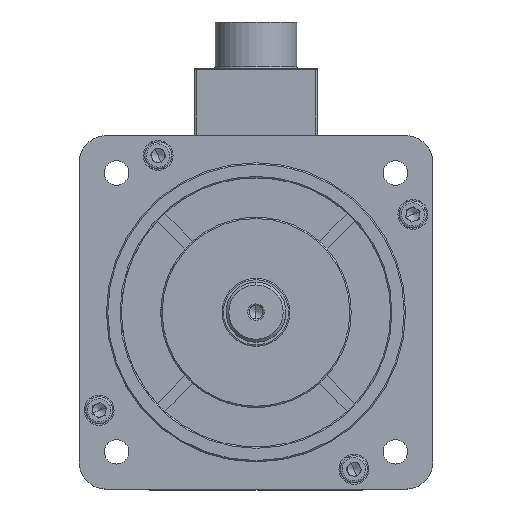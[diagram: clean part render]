
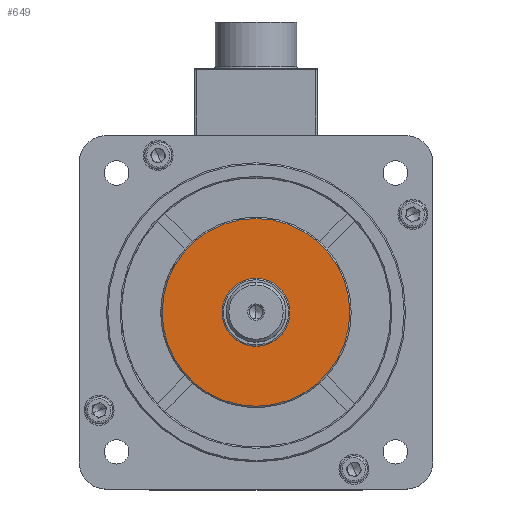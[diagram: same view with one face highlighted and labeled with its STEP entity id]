
A CAD part, top view. The second image highlights one B-rep face of the part: STEP entity #649.
In plain terms, the highlighted planar face has unit normal (0, 0, 1).
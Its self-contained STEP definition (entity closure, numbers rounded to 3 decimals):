
#649 = ADVANCED_FACE ( 'NONE', ( #24192 ), #35190, .T. ) ;
#1335 = CARTESIAN_POINT ( 'NONE',  ( 201.359, 86.541, 103.207 ) ) ;
#2147 = CARTESIAN_POINT ( 'NONE',  ( 235.859, 86.541, 103.207 ) ) ;
#2465 = VERTEX_POINT ( 'NONE', #11371 ) ;
#2673 = DIRECTION ( 'NONE',  ( 0., 0., 1. ) ) ;
#8170 = EDGE_LOOP ( 'NONE', ( #13722, #35210 ) ) ;
#8483 = CIRCLE ( 'NONE', #26378, 34.5 ) ;
#8861 = EDGE_CURVE ( 'NONE', #34213, #2465, #18903, .T. ) ;
#11371 = CARTESIAN_POINT ( 'NONE',  ( 166.859, 86.541, 103.207 ) ) ;
#12363 = DIRECTION ( 'NONE',  ( 0., 0., 1. ) ) ;
#12695 = DIRECTION ( 'NONE',  ( 1., 0., 0. ) ) ;
#13700 = DIRECTION ( 'NONE',  ( 1., 0., 0. ) ) ;
#13722 = ORIENTED_EDGE ( 'NONE', *, *, #35101, .T. ) ;
#14871 = DIRECTION ( 'NONE',  ( 0., 0., 1. ) ) ;
#16028 = AXIS2_PLACEMENT_3D ( 'NONE', #18774, #2673, #13700 ) ;
#18774 = CARTESIAN_POINT ( 'NONE',  ( 201.359, 86.541, 103.207 ) ) ;
#18903 = CIRCLE ( 'NONE', #33308, 34.5 ) ;
#23706 = CARTESIAN_POINT ( 'NONE',  ( 201.359, 86.541, 103.207 ) ) ;
#24192 = FACE_OUTER_BOUND ( 'NONE', #8170, .T. ) ;
#26378 = AXIS2_PLACEMENT_3D ( 'NONE', #23706, #14871, #12695 ) ;
#28959 = DIRECTION ( 'NONE',  ( 1., 0., 0. ) ) ;
#33308 = AXIS2_PLACEMENT_3D ( 'NONE', #1335, #12363, #28959 ) ;
#34213 = VERTEX_POINT ( 'NONE', #2147 ) ;
#35101 = EDGE_CURVE ( 'NONE', #2465, #34213, #8483, .T. ) ;
#35190 = PLANE ( 'NONE',  #16028 ) ;
#35210 = ORIENTED_EDGE ( 'NONE', *, *, #8861, .T. ) ;
